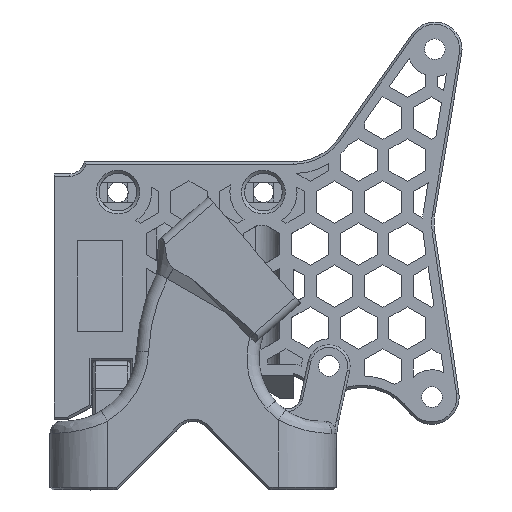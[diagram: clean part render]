
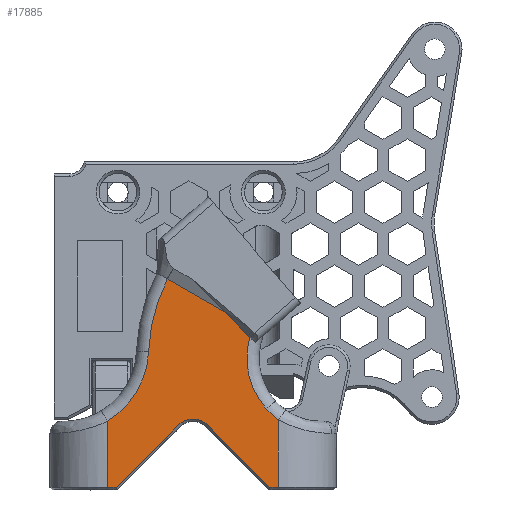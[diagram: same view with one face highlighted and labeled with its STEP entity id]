
A CAD part, top view. The second image highlights one B-rep face of the part: STEP entity #17885.
In plain terms, the highlighted planar face has unit normal (0, 0, 1).
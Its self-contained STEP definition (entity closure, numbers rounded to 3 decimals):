
#402=CIRCLE('',#18853,3.4);
#405=CIRCLE('',#18859,12.);
#406=CIRCLE('',#18860,12.602);
#407=CIRCLE('',#18861,28.836);
#408=CIRCLE('',#18862,14.);
#875=PLANE('',#18858);
#1546=FACE_OUTER_BOUND('',#2551,.T.);
#2551=EDGE_LOOP('',(#12871,#12872,#12873,#12874,#12875,#12876,#12877,#12878,
#12879,#12880,#12881,#12882,#12883,#12884));
#3780=LINE('',#26680,#5536);
#3783=LINE('',#26686,#5539);
#3784=LINE('',#26697,#5540);
#3785=LINE('',#26699,#5541);
#3786=LINE('',#26705,#5542);
#3787=LINE('',#26707,#5543);
#3788=LINE('',#26708,#5544);
#3789=LINE('',#26709,#5545);
#5536=VECTOR('',#20544,10.);
#5539=VECTOR('',#20549,10.);
#5540=VECTOR('',#20554,10.);
#5541=VECTOR('',#20555,10.);
#5542=VECTOR('',#20560,10.);
#5543=VECTOR('',#20561,10.);
#5544=VECTOR('',#20562,10.);
#5545=VECTOR('',#20563,10.);
#7156=B_SPLINE_CURVE_WITH_KNOTS('',3,(#26692,#26693,#26694,#26695),
 .UNSPECIFIED.,.F.,.F.,(4,4),(-0.947,-0.921),
 .UNSPECIFIED.);
#7863=VERTEX_POINT('',#26655);
#7864=VERTEX_POINT('',#26657);
#7870=VERTEX_POINT('',#26679);
#7871=VERTEX_POINT('',#26684);
#7872=VERTEX_POINT('',#26685);
#7873=VERTEX_POINT('',#26687);
#7874=VERTEX_POINT('',#26689);
#7875=VERTEX_POINT('',#26691);
#7876=VERTEX_POINT('',#26696);
#7877=VERTEX_POINT('',#26698);
#7878=VERTEX_POINT('',#26700);
#7879=VERTEX_POINT('',#26702);
#7880=VERTEX_POINT('',#26704);
#7881=VERTEX_POINT('',#26706);
#9780=EDGE_CURVE('',#7863,#7864,#402,.T.);
#9787=EDGE_CURVE('',#7870,#7863,#3780,.T.);
#9790=EDGE_CURVE('',#7871,#7872,#3783,.F.);
#9791=EDGE_CURVE('',#7873,#7871,#405,.T.);
#9792=EDGE_CURVE('',#7874,#7873,#406,.T.);
#9793=EDGE_CURVE('',#7875,#7874,#7156,.T.);
#9794=EDGE_CURVE('',#7876,#7875,#3784,.T.);
#9795=EDGE_CURVE('',#7877,#7876,#3785,.T.);
#9796=EDGE_CURVE('',#7878,#7877,#407,.T.);
#9797=EDGE_CURVE('',#7879,#7878,#408,.T.);
#9798=EDGE_CURVE('',#7879,#7880,#3786,.T.);
#9799=EDGE_CURVE('',#7881,#7880,#3787,.T.);
#9800=EDGE_CURVE('',#7864,#7881,#3788,.T.);
#9801=EDGE_CURVE('',#7872,#7870,#3789,.T.);
#12871=ORIENTED_EDGE('',*,*,#9790,.F.);
#12872=ORIENTED_EDGE('',*,*,#9791,.F.);
#12873=ORIENTED_EDGE('',*,*,#9792,.F.);
#12874=ORIENTED_EDGE('',*,*,#9793,.F.);
#12875=ORIENTED_EDGE('',*,*,#9794,.F.);
#12876=ORIENTED_EDGE('',*,*,#9795,.F.);
#12877=ORIENTED_EDGE('',*,*,#9796,.F.);
#12878=ORIENTED_EDGE('',*,*,#9797,.F.);
#12879=ORIENTED_EDGE('',*,*,#9798,.T.);
#12880=ORIENTED_EDGE('',*,*,#9799,.F.);
#12881=ORIENTED_EDGE('',*,*,#9800,.F.);
#12882=ORIENTED_EDGE('',*,*,#9780,.F.);
#12883=ORIENTED_EDGE('',*,*,#9787,.F.);
#12884=ORIENTED_EDGE('',*,*,#9801,.F.);
#17885=ADVANCED_FACE('',(#1546),#875,.T.);
#18853=AXIS2_PLACEMENT_3D('',#26658,#20531,#20532);
#18858=AXIS2_PLACEMENT_3D('',#26683,#20547,#20548);
#18859=AXIS2_PLACEMENT_3D('',#26688,#20550,#20551);
#18860=AXIS2_PLACEMENT_3D('',#26690,#20552,#20553);
#18861=AXIS2_PLACEMENT_3D('',#26701,#20556,#20557);
#18862=AXIS2_PLACEMENT_3D('',#26703,#20558,#20559);
#20531=DIRECTION('center_axis',(0.,0.,1.));
#20532=DIRECTION('ref_axis',(0.,1.,0.));
#20544=DIRECTION('',(-0.707,0.707,0.));
#20547=DIRECTION('center_axis',(0.,0.,1.));
#20548=DIRECTION('ref_axis',(1.,0.,0.));
#20549=DIRECTION('',(0.,1.,0.));
#20550=DIRECTION('center_axis',(0.,0.,1.));
#20551=DIRECTION('ref_axis',(-0.72,-0.694,0.));
#20552=DIRECTION('center_axis',(0.,0.,1.));
#20553=DIRECTION('ref_axis',(-0.997,-0.083,0.));
#20554=DIRECTION('',(0.707,-0.707,0.));
#20555=DIRECTION('',(0.866,-0.5,0.));
#20556=DIRECTION('center_axis',(0.,0.,-1.));
#20557=DIRECTION('ref_axis',(-0.959,0.284,0.));
#20558=DIRECTION('center_axis',(0.,0.,1.));
#20559=DIRECTION('ref_axis',(0.886,-0.463,0.));
#20560=DIRECTION('',(0.,-1.,0.));
#20561=DIRECTION('',(-1.,0.,0.));
#20562=DIRECTION('',(-0.707,-0.707,0.));
#20563=DIRECTION('',(-1.,0.,0.));
#26655=CARTESIAN_POINT('',(2.79,-85.438,39.2));
#26657=CARTESIAN_POINT('',(-2.019,-85.438,39.2));
#26658=CARTESIAN_POINT('Origin',(0.386,-87.843,39.2));
#26679=CARTESIAN_POINT('',(13.051,-95.7,39.2));
#26680=CARTESIAN_POINT('',(-1.001,-81.648,39.2));
#26683=CARTESIAN_POINT('Origin',(0.386,-76.923,39.2));
#26684=CARTESIAN_POINT('',(14.486,-84.589,39.2));
#26685=CARTESIAN_POINT('',(14.486,-95.7,39.2));
#26686=CARTESIAN_POINT('',(14.486,-86.512,39.2));
#26687=CARTESIAN_POINT('',(12.494,-82.813,39.2));
#26688=CARTESIAN_POINT('Origin',(21.427,-74.8,39.2));
#26689=CARTESIAN_POINT('',(9.751,-70.959,39.2));
#26690=CARTESIAN_POINT('Origin',(21.875,-74.398,39.2));
#26691=CARTESIAN_POINT('',(9.564,-70.772,39.2));
#26692=CARTESIAN_POINT('Ctrl Pts',(9.564,-70.772,39.2));
#26693=CARTESIAN_POINT('Ctrl Pts',(9.624,-70.832,39.2));
#26694=CARTESIAN_POINT('Ctrl Pts',(9.686,-70.894,39.2));
#26695=CARTESIAN_POINT('Ctrl Pts',(9.751,-70.959,39.2));
#26696=CARTESIAN_POINT('',(5.576,-66.784,39.2));
#26697=CARTESIAN_POINT('',(5.388,-66.596,39.2));
#26698=CARTESIAN_POINT('',(-3.839,-61.348,39.2));
#26699=CARTESIAN_POINT('',(0.031,-63.583,39.2));
#26700=CARTESIAN_POINT('',(-6.941,-73.322,39.2));
#26701=CARTESIAN_POINT('Origin',(21.875,-74.398,39.2));
#26702=CARTESIAN_POINT('',(-13.714,-84.797,39.2));
#26703=CARTESIAN_POINT('Origin',(-20.931,-72.8,39.2));
#26704=CARTESIAN_POINT('',(-13.714,-95.7,39.2));
#26705=CARTESIAN_POINT('',(-13.714,-80.862,39.2));
#26706=CARTESIAN_POINT('',(-12.28,-95.7,39.2));
#26707=CARTESIAN_POINT('',(-11.414,-95.7,39.2));
#26708=CARTESIAN_POINT('',(-4.478,-87.898,39.2));
#26709=CARTESIAN_POINT('',(6.636,-95.7,39.2));
